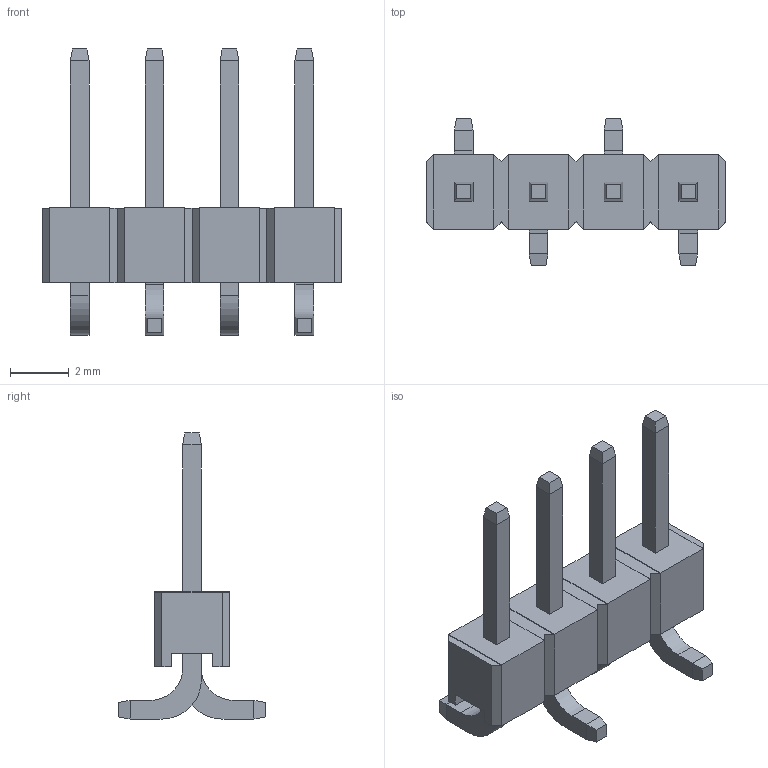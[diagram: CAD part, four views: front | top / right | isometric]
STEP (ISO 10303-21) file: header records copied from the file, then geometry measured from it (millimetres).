
FILE_DESCRIPTION(/* description */ ('Unknown'),/* implementation_level */ '2;1');
FILE_NAME(/* name */ 'Header - SMD - Vertical - 4',/* time_stamp */ '2019-03-07T18:20:40-05:00',/* author */ ('Unknown'),/* organization */ ('Unknown'),/* preprocessor_version */ 'ST-DEVELOPER v16.7',/* originating_system */ 'DEX',/* authorisation */ $);
FILE_SCHEMA (('AUTOMOTIVE_DESIGN {1 0 10303 214 3 1 1}'));
Length unit declared in the file: millimetre
Products named in the file (1): Header - SMD - Vertical - 4
Bounding box: 10.16 x 5 x 9.7 mm (x, y, z)
Volume: 73 mm3; surface area: 220 mm2
Topology: 1 solids, 41 shells, 482 faces, 1128 edges, 736 vertices
Faces by surface type: plane 386, bspline 88, cylinder 8
Entity records: 19287 total; most frequent: CARTESIAN_POINT 6267, ORIENTED_EDGE 2240, DIRECTION 1362, EDGE_CURVE 1120, VERTEX_POINT 736, B_SPLINE_CURVE_WITH_KNOTS 564, LINE 540, VECTOR 540
